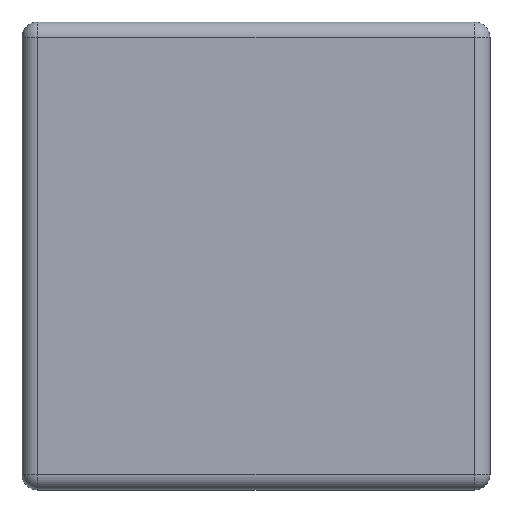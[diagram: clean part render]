
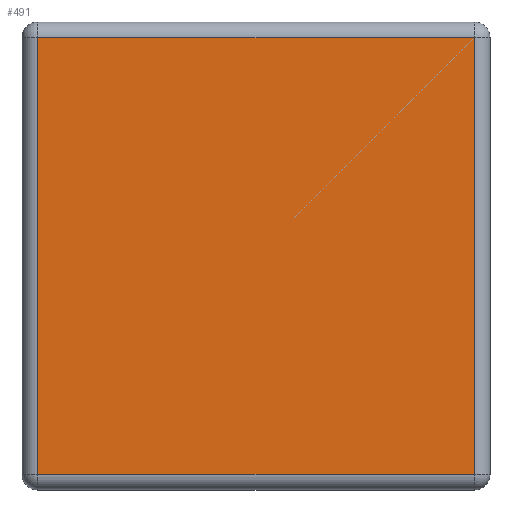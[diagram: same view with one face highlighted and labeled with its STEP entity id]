
A CAD part, left-side view. The second image highlights one B-rep face of the part: STEP entity #491.
In plain terms, the highlighted planar face has unit normal (-1, 0, 0).
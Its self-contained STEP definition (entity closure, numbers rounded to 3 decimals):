
#20 = VECTOR ( 'NONE', #314, 1000. ) ;
#38 = DIRECTION ( 'NONE',  ( -1., 0., 0. ) ) ;
#41 = CARTESIAN_POINT ( 'NONE',  ( 0., 0., -29. ) ) ;
#52 = DIRECTION ( 'NONE',  ( 0., 0., -1. ) ) ;
#103 = VECTOR ( 'NONE', #52, 1000. ) ;
#105 = VECTOR ( 'NONE', #367, 1000. ) ;
#110 = LINE ( 'NONE', #41, #20 ) ;
#119 = DIRECTION ( 'NONE',  ( 0., 0., 1. ) ) ;
#130 = EDGE_CURVE ( 'NONE', #532, #875, #531, .T. ) ;
#132 = CARTESIAN_POINT ( 'NONE',  ( 0., 1., 0. ) ) ;
#143 = EDGE_CURVE ( 'NONE', #308, #396, #814, .T. ) ;
#159 = FACE_OUTER_BOUND ( 'NONE', #174, .T. ) ;
#171 = CARTESIAN_POINT ( 'NONE',  ( 0., 1., -1. ) ) ;
#174 = EDGE_LOOP ( 'NONE', ( #642, #750, #348, #901 ) ) ;
#176 = VECTOR ( 'NONE', #119, 1000. ) ;
#308 = VERTEX_POINT ( 'NONE', #555 ) ;
#314 = DIRECTION ( 'NONE',  ( 0., -1., 0. ) ) ;
#348 = ORIENTED_EDGE ( 'NONE', *, *, #439, .T. ) ;
#367 = DIRECTION ( 'NONE',  ( 0., 1., 0. ) ) ;
#396 = VERTEX_POINT ( 'NONE', #869 ) ;
#439 = EDGE_CURVE ( 'NONE', #875, #308, #442, .T. ) ;
#442 = LINE ( 'NONE', #648, #105 ) ;
#491 = ADVANCED_FACE ( 'NONE', ( #159 ), #516, .T. ) ;
#516 = PLANE ( 'NONE',  #864 ) ;
#518 = EDGE_CURVE ( 'NONE', #396, #532, #110, .T. ) ;
#531 = LINE ( 'NONE', #132, #176 ) ;
#532 = VERTEX_POINT ( 'NONE', #885 ) ;
#555 = CARTESIAN_POINT ( 'NONE',  ( 0., 29., -1. ) ) ;
#642 = ORIENTED_EDGE ( 'NONE', *, *, #518, .T. ) ;
#648 = CARTESIAN_POINT ( 'NONE',  ( 0., 30., -1. ) ) ;
#656 = DIRECTION ( 'NONE',  ( 0., 0., 1. ) ) ;
#750 = ORIENTED_EDGE ( 'NONE', *, *, #130, .T. ) ;
#796 = CARTESIAN_POINT ( 'NONE',  ( 0., 0., 0. ) ) ;
#814 = LINE ( 'NONE', #900, #103 ) ;
#864 = AXIS2_PLACEMENT_3D ( 'NONE', #796, #38, #656 ) ;
#869 = CARTESIAN_POINT ( 'NONE',  ( 0., 29., -29. ) ) ;
#875 = VERTEX_POINT ( 'NONE', #171 ) ;
#885 = CARTESIAN_POINT ( 'NONE',  ( 0., 1., -29. ) ) ;
#900 = CARTESIAN_POINT ( 'NONE',  ( 0., 29., -30. ) ) ;
#901 = ORIENTED_EDGE ( 'NONE', *, *, #143, .T. ) ;
